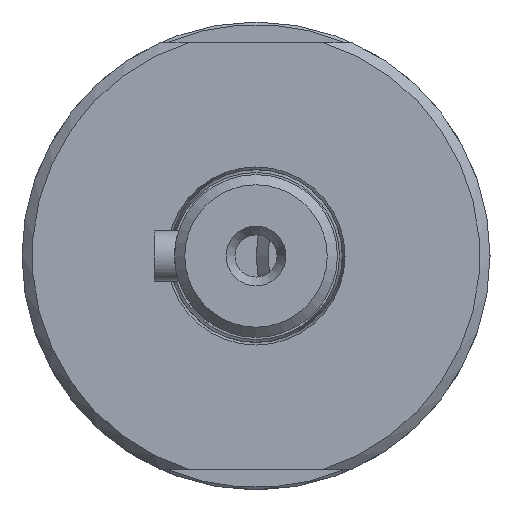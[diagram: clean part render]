
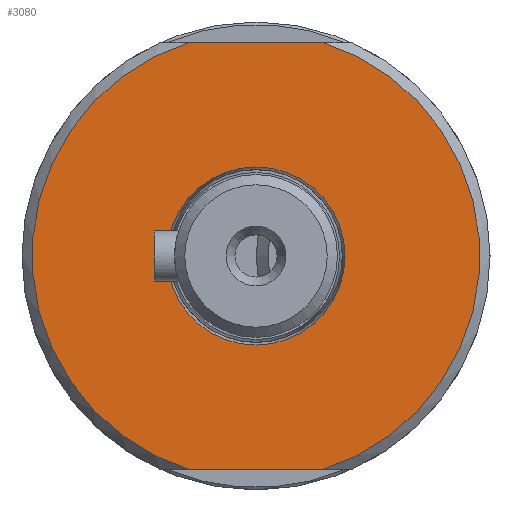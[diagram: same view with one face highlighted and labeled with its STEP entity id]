
A CAD part, left-side view. The second image highlights one B-rep face of the part: STEP entity #3080.
In plain terms, the highlighted planar face has unit normal (-1, 0, 0).
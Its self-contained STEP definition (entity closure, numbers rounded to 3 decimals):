
#259=FACE_BOUND('',#1114,.T.);
#496=LINE('',#5240,#738);
#500=LINE('',#5256,#742);
#738=VECTOR('',#4195,10.);
#742=VECTOR('',#4203,10.);
#932=FACE_OUTER_BOUND('',#1113,.T.);
#1113=EDGE_LOOP('',(#2788,#2789,#2790,#2791));
#1114=EDGE_LOOP('',(#2792,#2793));
#1256=CIRCLE('',#3389,22.);
#1257=CIRCLE('',#3392,22.);
#1258=CIRCLE('',#3393,8.75);
#1259=CIRCLE('',#3394,8.75);
#1538=VERTEX_POINT('',#5235);
#1539=VERTEX_POINT('',#5239);
#1542=VERTEX_POINT('',#5251);
#1543=VERTEX_POINT('',#5255);
#1544=VERTEX_POINT('',#5267);
#1545=VERTEX_POINT('',#5268);
#1954=EDGE_CURVE('',#1539,#1538,#496,.T.);
#1960=EDGE_CURVE('',#1543,#1542,#500,.T.);
#1963=EDGE_CURVE('',#1539,#1542,#1256,.T.);
#1964=EDGE_CURVE('',#1543,#1538,#1257,.T.);
#1965=EDGE_CURVE('',#1544,#1545,#1258,.T.);
#1966=EDGE_CURVE('',#1545,#1544,#1259,.T.);
#2788=ORIENTED_EDGE('',*,*,#1954,.T.);
#2789=ORIENTED_EDGE('',*,*,#1964,.F.);
#2790=ORIENTED_EDGE('',*,*,#1960,.T.);
#2791=ORIENTED_EDGE('',*,*,#1963,.F.);
#2792=ORIENTED_EDGE('',*,*,#1965,.T.);
#2793=ORIENTED_EDGE('',*,*,#1966,.T.);
#2922=PLANE('',#3391);
#3080=ADVANCED_FACE('',(#932,#259),#2922,.T.);
#3389=AXIS2_PLACEMENT_3D('',#5263,#4210,#4211);
#3391=AXIS2_PLACEMENT_3D('',#5265,#4214,#4215);
#3392=AXIS2_PLACEMENT_3D('',#5266,#4216,#4217);
#3393=AXIS2_PLACEMENT_3D('',#5269,#4218,#4219);
#3394=AXIS2_PLACEMENT_3D('',#5270,#4220,#4221);
#4195=DIRECTION('',(0.,1.,0.));
#4203=DIRECTION('',(0.,-1.,0.));
#4210=DIRECTION('center_axis',(1.,0.,0.));
#4211=DIRECTION('ref_axis',(0.,-1.,0.));
#4214=DIRECTION('center_axis',(-1.,0.,0.));
#4215=DIRECTION('ref_axis',(0.,0.,-1.));
#4216=DIRECTION('center_axis',(1.,0.,0.));
#4217=DIRECTION('ref_axis',(0.,-1.,0.));
#4218=DIRECTION('center_axis',(1.,0.,0.));
#4219=DIRECTION('ref_axis',(0.,-1.,0.));
#4220=DIRECTION('center_axis',(1.,0.,0.));
#4221=DIRECTION('ref_axis',(0.,-1.,0.));
#5235=CARTESIAN_POINT('',(-99.5,6.557,21.));
#5239=CARTESIAN_POINT('',(-99.5,-6.557,21.));
#5240=CARTESIAN_POINT('',(-99.5,0.91,21.));
#5251=CARTESIAN_POINT('',(-99.5,-6.557,-21.));
#5255=CARTESIAN_POINT('',(-99.5,6.557,-21.));
#5256=CARTESIAN_POINT('',(-99.5,-15.688,-21.));
#5263=CARTESIAN_POINT('Origin',(-99.5,0.,0.));
#5265=CARTESIAN_POINT('Origin',(-99.5,-15.375,0.));
#5266=CARTESIAN_POINT('Origin',(-99.5,0.,0.));
#5267=CARTESIAN_POINT('',(-99.5,-8.75,0.));
#5268=CARTESIAN_POINT('',(-99.5,8.75,0.));
#5269=CARTESIAN_POINT('Origin',(-99.5,0.,0.));
#5270=CARTESIAN_POINT('Origin',(-99.5,0.,0.));
